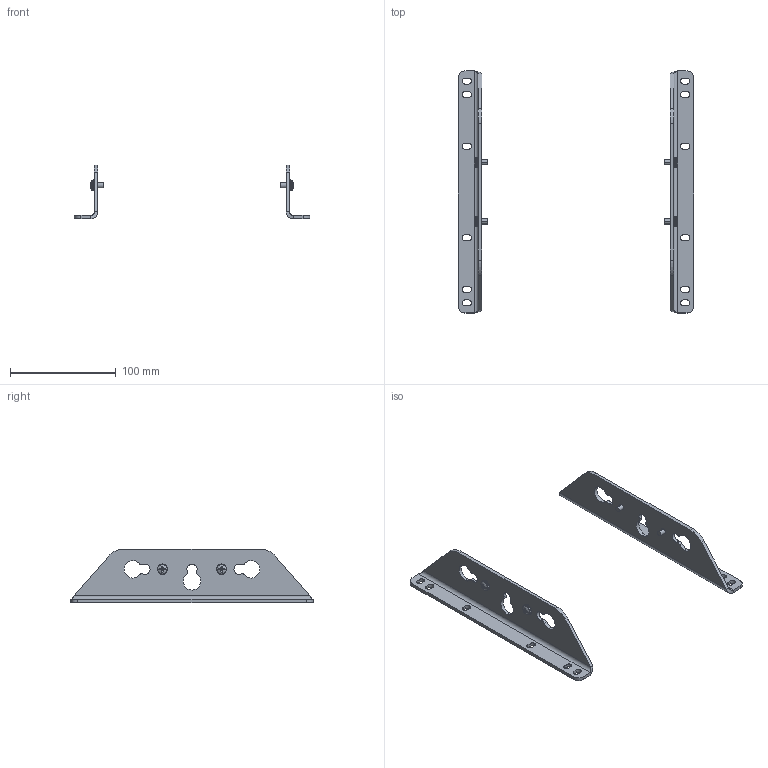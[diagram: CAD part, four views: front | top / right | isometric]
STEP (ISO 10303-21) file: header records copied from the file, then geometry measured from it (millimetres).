
FILE_DESCRIPTION (( 'STEP AP214' ), '1' );
FILE_NAME ('VSMKX-1 Flat.STEP', '2024-01-30T22:57:00', ( '' ), ( '' ), 'SwSTEP 2.0', 'SolidWorks 2024', '' );
FILE_SCHEMA (( 'AUTOMOTIVE_DESIGN' ));
Length unit declared in the file: inch
Products named in the file (4): VSMKX-1; pan cross head_ai_CR-PHMS 0.19-32x0.375x0.375-N; VSMKX-1 Flat; external tooth lock washer_ai_ASME B18.21.1 - 0.195
Assembly tree (10 placements, depth 2):
  VSMKX-1 Flat
    pan cross head_ai_CR-PHMS 0.19-32x0.375x0.375-N  x4
    external tooth lock washer_ai_ASME B18.21.1 - 0.195  x4
    VSMKX-1  x2
Bounding box: 222.43 x 228.6 x 50.8 mm (x, y, z)
Volume: 81826.8 mm3; surface area: 57162.3 mm2
Topology: 10 solids, 10 shells, 486 faces, 1330 edges, 868 vertices
Faces by surface type: cylinder 242, plane 224, torus 8, sphere 8, bspline 4
Entity records: 5493 total; most frequent: CARTESIAN_POINT 1046, DIRECTION 964, ORIENTED_EDGE 876, EDGE_CURVE 438, AXIS2_PLACEMENT_3D 360, VERTEX_POINT 286, VECTOR 244, LINE 244
